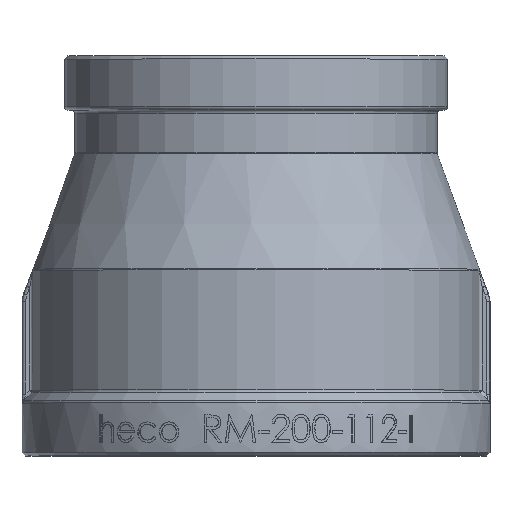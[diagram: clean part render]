
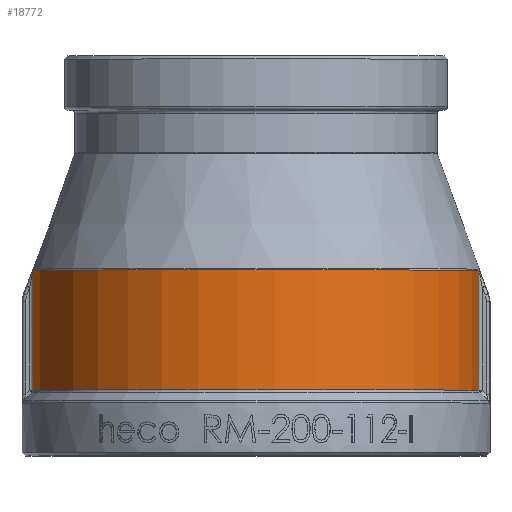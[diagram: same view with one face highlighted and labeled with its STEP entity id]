
A CAD part, top view. The second image highlights one B-rep face of the part: STEP entity #18772.
In plain terms, the highlighted cylindrical face has radius 33 mm (diameter 66 mm), a partial arc.
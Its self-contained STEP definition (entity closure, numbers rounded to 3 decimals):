
#2163 = CYLINDRICAL_SURFACE ( 'NONE', #11440, 33. ) ;
#2199 = FACE_OUTER_BOUND ( 'NONE', #14816, .T. ) ;
#2327 = DIRECTION ( 'NONE',  ( 0., 1., 0. ) ) ;
#2329 = CARTESIAN_POINT ( 'NONE',  ( -32.867, -11.012, 2.955 ) ) ;
#2500 = DIRECTION ( 'NONE',  ( -1., 0., 0. ) ) ;
#2501 = DIRECTION ( 'NONE',  ( 0., -1., 0. ) ) ;
#2502 = CARTESIAN_POINT ( 'NONE',  ( 0., -19.793, 0. ) ) ;
#2810 = DIRECTION ( 'NONE',  ( 0., -1., 0. ) ) ;
#2845 = CARTESIAN_POINT ( 'NONE',  ( 32.867, -11.012, 2.955 ) ) ;
#5465 = VECTOR ( 'NONE', #2810, 1000. ) ;
#5466 = LINE ( 'NONE', #2845, #5465 ) ;
#6942 = AXIS2_PLACEMENT_3D ( 'NONE', #2502, #2501, #2500 ) ;
#6961 = AXIS2_PLACEMENT_3D ( 'NONE', #18103, #18095, #18096 ) ;
#11440 = AXIS2_PLACEMENT_3D ( 'NONE', #16353, #16352, #16351 ) ;
#13967 = ORIENTED_EDGE ( 'NONE', *, *, #15788, .F. ) ;
#14065 = ORIENTED_EDGE ( 'NONE', *, *, #15714, .F. ) ;
#14515 = ORIENTED_EDGE ( 'NONE', *, *, #15705, .F. ) ;
#14595 = ORIENTED_EDGE ( 'NONE', *, *, #15662, .F. ) ;
#14816 = EDGE_LOOP ( 'NONE', ( #14065, #14515, #14595, #13967 ) ) ;
#15121 = VERTEX_POINT ( 'NONE', #20641 ) ;
#15174 = VERTEX_POINT ( 'NONE', #19137 ) ;
#15215 = VERTEX_POINT ( 'NONE', #19803 ) ;
#15375 = VERTEX_POINT ( 'NONE', #21031 ) ;
#15662 = EDGE_CURVE ( 'NONE', #15174, #15121, #15938, .T. ) ;
#15705 = EDGE_CURVE ( 'NONE', #15121, #15375, #15935, .T. ) ;
#15714 = EDGE_CURVE ( 'NONE', #15375, #15215, #15823, .T. ) ;
#15788 = EDGE_CURVE ( 'NONE', #15215, #15174, #5466, .T. ) ;
#15823 = CIRCLE ( 'NONE', #6961, 33. ) ;
#15929 = VECTOR ( 'NONE', #2327, 1000. ) ;
#15935 = LINE ( 'NONE', #2329, #15929 ) ;
#15938 = CIRCLE ( 'NONE', #6942, 33. ) ;
#16351 = DIRECTION ( 'NONE',  ( 1., 0., 0. ) ) ;
#16352 = DIRECTION ( 'NONE',  ( 0., -1., 0. ) ) ;
#16353 = CARTESIAN_POINT ( 'NONE',  ( 0., -11.012, 0. ) ) ;
#18095 = DIRECTION ( 'NONE',  ( 0., 1., 0. ) ) ;
#18096 = DIRECTION ( 'NONE',  ( 0., 0., 1. ) ) ;
#18103 = CARTESIAN_POINT ( 'NONE',  ( 0., -2.111, 0. ) ) ;
#18772 = ADVANCED_FACE ( 'NONE', ( #2199 ), #2163, .T. ) ;
#19137 = CARTESIAN_POINT ( 'NONE',  ( 32.867, -19.793, 2.955 ) ) ;
#19803 = CARTESIAN_POINT ( 'NONE',  ( 32.867, -2.111, 2.955 ) ) ;
#20641 = CARTESIAN_POINT ( 'NONE',  ( -32.867, -19.793, 2.955 ) ) ;
#21031 = CARTESIAN_POINT ( 'NONE',  ( -32.867, -2.111, 2.955 ) ) ;
